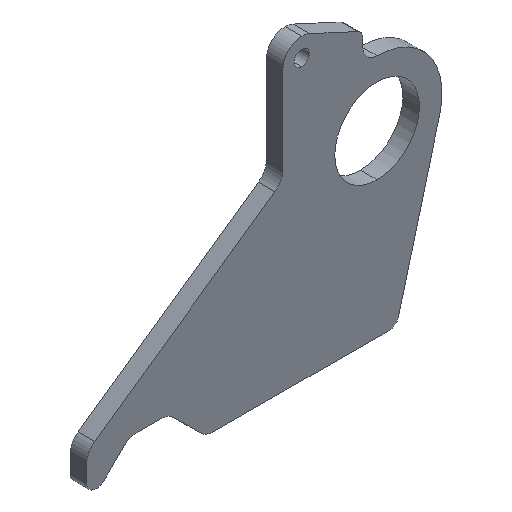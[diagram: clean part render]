
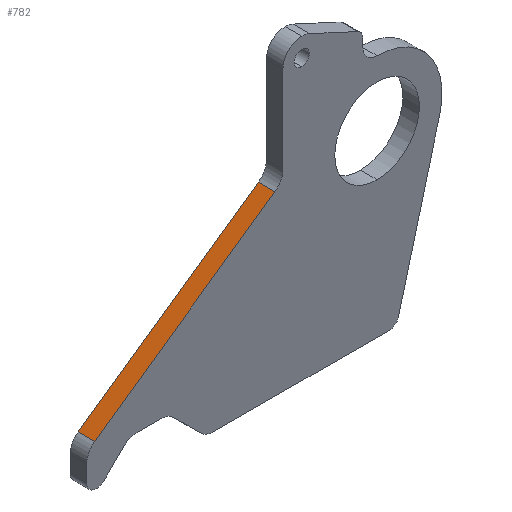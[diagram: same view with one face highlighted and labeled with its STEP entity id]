
A CAD part, isometric view. The second image highlights one B-rep face of the part: STEP entity #782.
In plain terms, the highlighted planar face has unit normal (-0.574, 0, 0.819).
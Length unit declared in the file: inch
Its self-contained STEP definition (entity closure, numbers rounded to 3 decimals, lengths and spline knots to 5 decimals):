
#17 = FACE_OUTER_BOUND ( 'NONE', #578, .T. ) ;
#67 = VERTEX_POINT ( 'NONE', #573 ) ;
#92 = AXIS2_PLACEMENT_3D ( 'NONE', #324, #93, #565 ) ;
#93 = DIRECTION ( 'NONE',  ( -0.574, 0., 0.819 ) ) ;
#104 = ORIENTED_EDGE ( 'NONE', *, *, #261, .T. ) ;
#106 = VECTOR ( 'NONE', #436, 39.37008 ) ;
#121 = CARTESIAN_POINT ( 'NONE',  ( -3.74964, 0., 0.80325 ) ) ;
#148 = LINE ( 'NONE', #871, #356 ) ;
#205 = CARTESIAN_POINT ( 'NONE',  ( -3.74964, -0.22, 0.80325 ) ) ;
#208 = DIRECTION ( 'NONE',  ( 0.819, 0., 0.574 ) ) ;
#215 = CARTESIAN_POINT ( 'NONE',  ( -3.74964, 0., 0.80325 ) ) ;
#225 = ORIENTED_EDGE ( 'NONE', *, *, #303, .T. ) ;
#231 = DIRECTION ( 'NONE',  ( 0., 1., 0. ) ) ;
#261 = EDGE_CURVE ( 'NONE', #370, #67, #928, .T. ) ;
#303 = EDGE_CURVE ( 'NONE', #959, #370, #858, .T. ) ;
#324 = CARTESIAN_POINT ( 'NONE',  ( -3.74964, -0.22, 0.80325 ) ) ;
#356 = VECTOR ( 'NONE', #231, 39.37008 ) ;
#370 = VERTEX_POINT ( 'NONE', #623 ) ;
#387 = VECTOR ( 'NONE', #208, 39.37008 ) ;
#432 = ORIENTED_EDGE ( 'NONE', *, *, #482, .F. ) ;
#436 = DIRECTION ( 'NONE',  ( 0.819, 0., 0.574 ) ) ;
#482 = EDGE_CURVE ( 'NONE', #634, #67, #995, .T. ) ;
#531 = ORIENTED_EDGE ( 'NONE', *, *, #671, .F. ) ;
#565 = DIRECTION ( 'NONE',  ( 0.819, 0., 0.574 ) ) ;
#573 = CARTESIAN_POINT ( 'NONE',  ( -1.35661, 0., 2.47887 ) ) ;
#578 = EDGE_LOOP ( 'NONE', ( #225, #104, #432, #531 ) ) ;
#623 = CARTESIAN_POINT ( 'NONE',  ( -1.35661, -0.22, 2.47887 ) ) ;
#634 = VERTEX_POINT ( 'NONE', #215 ) ;
#671 = EDGE_CURVE ( 'NONE', #959, #634, #148, .T. ) ;
#679 = CARTESIAN_POINT ( 'NONE',  ( -3.74964, -0.22, 0.80325 ) ) ;
#765 = DIRECTION ( 'NONE',  ( 0., 1., 0. ) ) ;
#782 = ADVANCED_FACE ( 'NONE', ( #17 ), #970, .T. ) ;
#847 = CARTESIAN_POINT ( 'NONE',  ( -1.35661, 0., 2.47887 ) ) ;
#858 = LINE ( 'NONE', #679, #387 ) ;
#871 = CARTESIAN_POINT ( 'NONE',  ( -3.74964, -0.22, 0.80325 ) ) ;
#928 = LINE ( 'NONE', #847, #951 ) ;
#951 = VECTOR ( 'NONE', #765, 39.37008 ) ;
#959 = VERTEX_POINT ( 'NONE', #205 ) ;
#970 = PLANE ( 'NONE',  #92 ) ;
#995 = LINE ( 'NONE', #121, #106 ) ;
